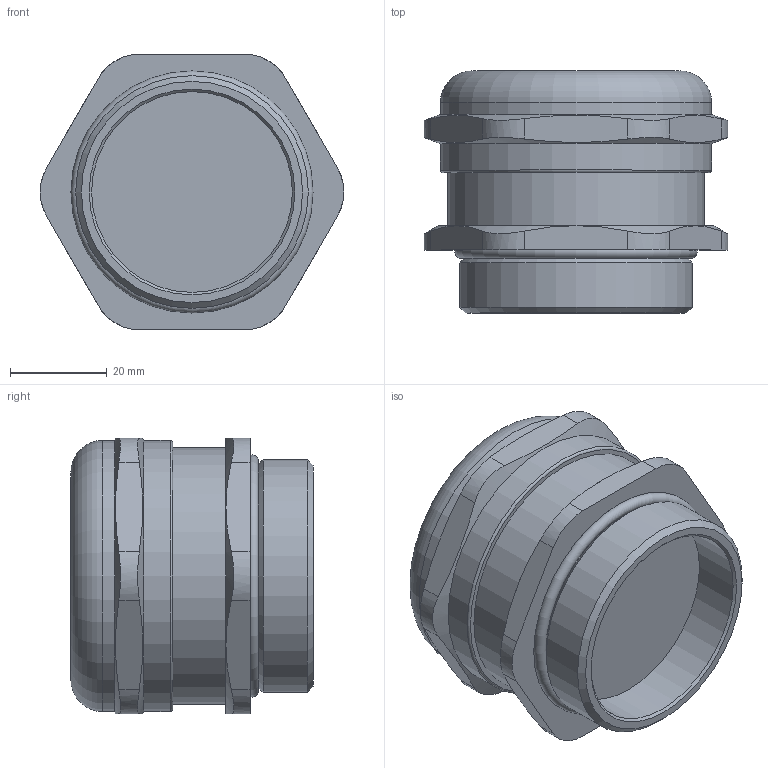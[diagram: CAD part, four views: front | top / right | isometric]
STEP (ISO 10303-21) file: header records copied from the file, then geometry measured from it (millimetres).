
FILE_DESCRIPTION(/* description */ ('zeta30186 NPT1-1(2 (32-38 мм)'),/* implementation_level */ '2;1');
FILE_NAME(/* name */ '',/* time_stamp */ '2025-07-03T08:12:11+07:00',/* author */ ('zeta-86'),/* organization */ (''),/* preprocessor_version */ 'ST-DEVELOPER v19.2',/* originating_system */ 'Autodesk Inventor 2024',/* authorisation */ '');
FILE_SCHEMA (('AUTOMOTIVE_DESIGN { 1 0 10303 214 3 1 1 }'));
Length unit declared in the file: millimetre
Products named in the file (1): zeta30186 NPT1-1(2 (32-38 мм)
Bounding box: 62.72 x 50 x 57 mm (x, y, z)
Volume: 98248 mm3; surface area: 15989.4 mm2
Topology: 1 solids, 1 shells, 54 faces, 133 edges, 86 vertices
Faces by surface type: plane 19, cylinder 19, cone 12, torus 4
Full cylindrical faces by diameter (mm): 39.5 x1, 41.5 x1, 45.7 x1, 48.054 x1, 53 x1, 56 x2
Entity records: 1814 total; most frequent: CARTESIAN_POINT 558, ORIENTED_EDGE 266, DIRECTION 245, EDGE_CURVE 133, AXIS2_PLACEMENT_3D 101, VERTEX_POINT 86, EDGE_LOOP 59, FACE_OUTER_BOUND 54
